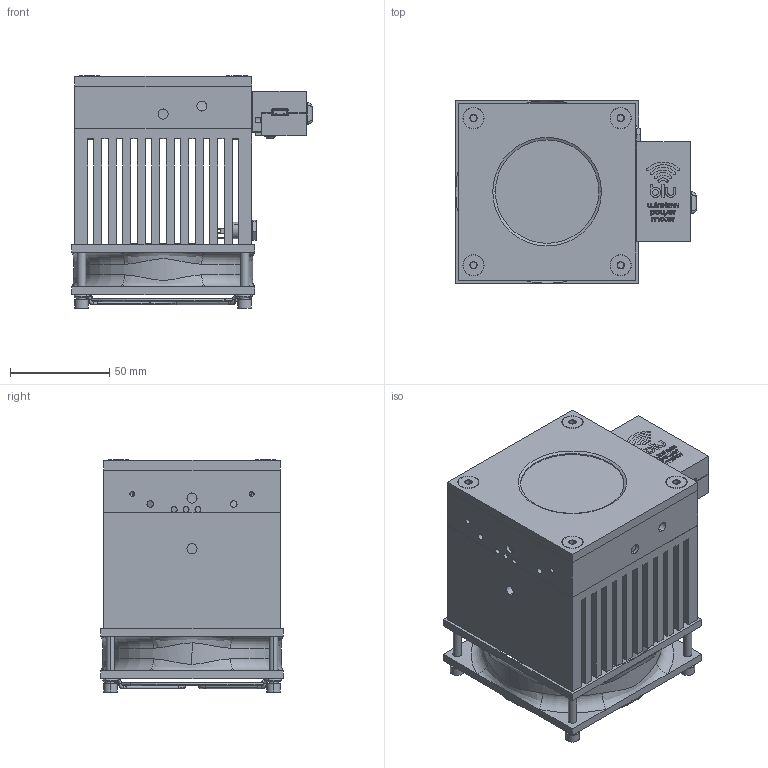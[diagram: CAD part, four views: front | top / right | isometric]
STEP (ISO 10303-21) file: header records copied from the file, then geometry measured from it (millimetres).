
FILE_DESCRIPTION (( 'STEP AP214' ), '1' );
FILE_NAME ('SK-9988 UP52N-150F-QED-BLU-D0.STEP', '2019-06-19T20:58:49', ( '' ), ( '' ), 'SwSTEP 2.0', 'SolidWorks 2018', '' );
FILE_SCHEMA (( 'AUTOMOTIVE_DESIGN' ));
Length unit declared in the file: millimetre
Products named in the file (1): SK-9988 UP52N-150F-QED-BLU-D0
Bounding box: 121.07 x 92 x 116.73 mm (x, y, z)
Volume: 593862.7 mm3; surface area: 255811.1 mm2
Topology: 44 solids, 53 shells, 2974 faces, 7990 edges, 5212 vertices
Faces by surface type: plane 1331, cylinder 745, bspline 679, cone 132, torus 82, sphere 5
Entity records: 233148 total; most frequent: CARTESIAN_POINT 131940, ORIENTED_EDGE 15934, DIRECTION 11352, EDGE_CURVE 7967, VERTEX_POINT 5212, LINE 4510, VECTOR 4510, AXIS2_PLACEMENT_3D 3421
